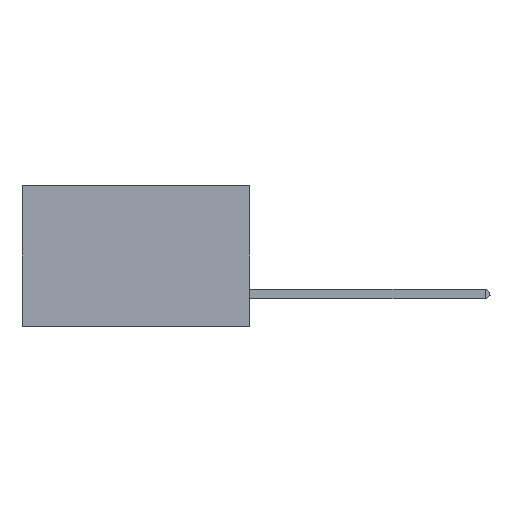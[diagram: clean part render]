
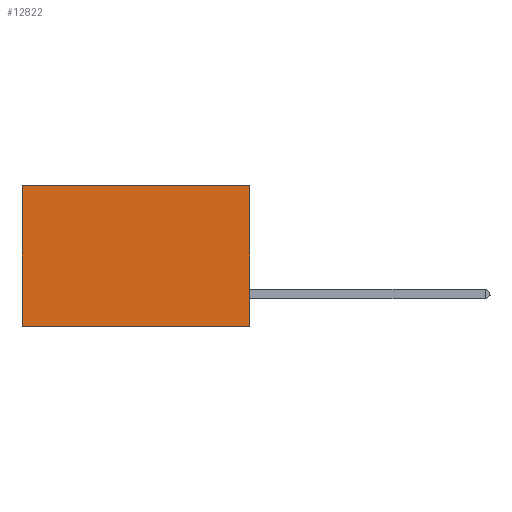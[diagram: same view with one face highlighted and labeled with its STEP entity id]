
A CAD part, left-side view. The second image highlights one B-rep face of the part: STEP entity #12822.
In plain terms, the highlighted planar face has unit normal (-1, 0, 0).
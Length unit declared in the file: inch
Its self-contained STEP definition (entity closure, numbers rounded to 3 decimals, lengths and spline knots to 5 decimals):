
#198 = VECTOR ( 'NONE', #19885, 39.37008 ) ;
#1152 = ORIENTED_EDGE ( 'NONE', *, *, #15597, .T. ) ;
#4321 = ORIENTED_EDGE ( 'NONE', *, *, #29666, .F. ) ;
#4813 = ORIENTED_EDGE ( 'NONE', *, *, #13530, .F. ) ;
#4901 = CARTESIAN_POINT ( 'NONE',  ( 0.2875, 0., -0.37 ) ) ;
#5358 = ORIENTED_EDGE ( 'NONE', *, *, #9653, .T. ) ;
#5918 = EDGE_LOOP ( 'NONE', ( #5358, #4321, #4813, #1152 ) ) ;
#6040 = CARTESIAN_POINT ( 'NONE',  ( 0.2875, 0., -0.37 ) ) ;
#6292 = VERTEX_POINT ( 'NONE', #14541 ) ;
#7558 = VECTOR ( 'NONE', #9058, 39.37008 ) ;
#9058 = DIRECTION ( 'NONE',  ( 0., 0., -1. ) ) ;
#9335 = CARTESIAN_POINT ( 'NONE',  ( 0.2875, 0., 0. ) ) ;
#9534 = VERTEX_POINT ( 'NONE', #6040 ) ;
#9653 = EDGE_CURVE ( 'NONE', #6292, #11415, #29945, .T. ) ;
#11415 = VERTEX_POINT ( 'NONE', #17486 ) ;
#11840 = DIRECTION ( 'NONE',  ( 0., 0., -1. ) ) ;
#12822 = ADVANCED_FACE ( 'NONE', ( #16488 ), #16907, .F. ) ;
#13530 = EDGE_CURVE ( 'NONE', #23057, #9534, #15295, .T. ) ;
#14284 = CARTESIAN_POINT ( 'NONE',  ( 0.2875, 0., 0. ) ) ;
#14541 = CARTESIAN_POINT ( 'NONE',  ( 0.2875, 0.6, 0. ) ) ;
#14545 = VECTOR ( 'NONE', #11840, 39.37008 ) ;
#15295 = LINE ( 'NONE', #9335, #14545 ) ;
#15597 = EDGE_CURVE ( 'NONE', #23057, #6292, #16085, .T. ) ;
#16085 = LINE ( 'NONE', #26455, #198 ) ;
#16488 = FACE_OUTER_BOUND ( 'NONE', #5918, .T. ) ;
#16907 = PLANE ( 'NONE',  #27868 ) ;
#17453 = LINE ( 'NONE', #4901, #22376 ) ;
#17486 = CARTESIAN_POINT ( 'NONE',  ( 0.2875, 0.6, -0.37 ) ) ;
#19425 = DIRECTION ( 'NONE',  ( 1., 0., 0. ) ) ;
#19885 = DIRECTION ( 'NONE',  ( 0., 1., 0. ) ) ;
#21112 = CARTESIAN_POINT ( 'NONE',  ( 0.2875, 0.6, 0. ) ) ;
#22376 = VECTOR ( 'NONE', #29026, 39.37008 ) ;
#23057 = VERTEX_POINT ( 'NONE', #27803 ) ;
#24084 = DIRECTION ( 'NONE',  ( 0., 0., -1. ) ) ;
#26455 = CARTESIAN_POINT ( 'NONE',  ( 0.2875, 0., 0. ) ) ;
#27803 = CARTESIAN_POINT ( 'NONE',  ( 0.2875, 0., 0. ) ) ;
#27868 = AXIS2_PLACEMENT_3D ( 'NONE', #14284, #19425, #24084 ) ;
#29026 = DIRECTION ( 'NONE',  ( 0., 1., 0. ) ) ;
#29666 = EDGE_CURVE ( 'NONE', #9534, #11415, #17453, .T. ) ;
#29945 = LINE ( 'NONE', #21112, #7558 ) ;
